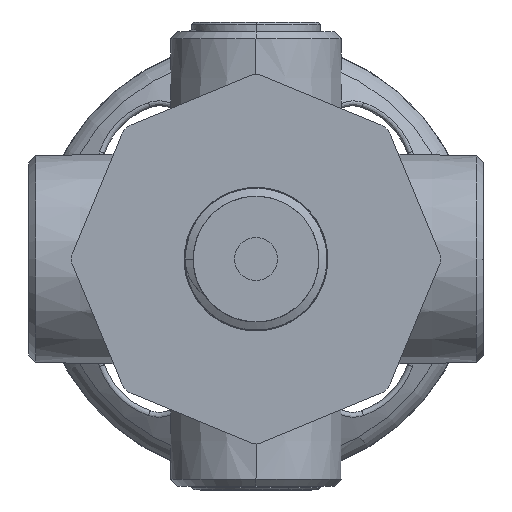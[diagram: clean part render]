
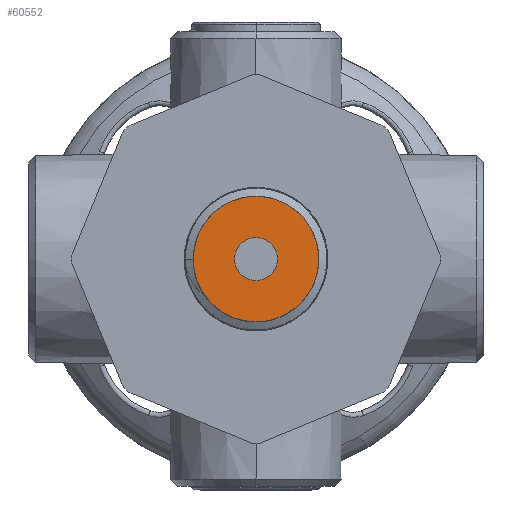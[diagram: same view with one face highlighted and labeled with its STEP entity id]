
A CAD part, left-side view. The second image highlights one B-rep face of the part: STEP entity #60552.
In plain terms, the highlighted planar face has unit normal (-1, 0, 0).
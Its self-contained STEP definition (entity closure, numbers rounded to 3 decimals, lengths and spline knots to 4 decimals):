
#1760 = B_SPLINE_CURVE_WITH_KNOTS ( 'NONE', 3,
 ( #8469, #64927, #41862, #57797, #84077, #65463, #40240, #98347, #74771, #40787, #25399, #98884, #75312, #108206, #49579, #92299, #7922, #23781 ),
 .UNSPECIFIED., .F., .F.,
 ( 4, 2, 2, 2, 2, 2, 2, 2, 4 ),
 ( 0.25, 0.3125, 0.375, 0.4375, 0.5, 0.5625, 0.625, 0.6875, 0.75 ),
 .UNSPECIFIED. ) ;
#6104 = DIRECTION ( 'NONE',  ( 0., 0., 1. ) ) ;
#7223 = CARTESIAN_POINT ( 'NONE',  ( -0.54, 0.1192, 0.4434 ) ) ;
#7311 = VERTEX_POINT ( 'NONE', #20590 ) ;
#7364 = EDGE_CURVE ( 'NONE', #56368, #100643, #25267, .T. ) ;
#7922 = CARTESIAN_POINT ( 'NONE',  ( -0.54, -0.0596, -0.4553 ) ) ;
#8192 = CARTESIAN_POINT ( 'NONE',  ( -0.54, 0., 0. ) ) ;
#8469 = CARTESIAN_POINT ( 'NONE',  ( -0.54, 0., 0.4553 ) ) ;
#14831 = CARTESIAN_POINT ( 'NONE',  ( -0.54, 0., 0. ) ) ;
#16502 = EDGE_CURVE ( 'NONE', #43498, #7311, #37859, .T. ) ;
#18562 = DIRECTION ( 'NONE',  ( -1., 0., 0. ) ) ;
#19936 = ORIENTED_EDGE ( 'NONE', *, *, #23229, .F. ) ;
#20590 = CARTESIAN_POINT ( 'NONE',  ( -0.54, 0., 0.1563 ) ) ;
#23229 = EDGE_CURVE ( 'NONE', #100643, #89665, #38789, .T. ) ;
#23781 = CARTESIAN_POINT ( 'NONE',  ( -0.54, 0., -0.4553 ) ) ;
#23803 = CARTESIAN_POINT ( 'NONE',  ( -0.54, 0., -0.4553 ) ) ;
#25249 = CARTESIAN_POINT ( 'NONE',  ( -0.54, 0.4434, 0.1192 ) ) ;
#25267 = B_SPLINE_CURVE_WITH_KNOTS ( 'NONE', 3,
 ( #23803, #73166, #49053, #39721, #57816, #39185, #56192, #48510, #89098, #38649 ),
 .UNSPECIFIED., .F., .F.,
 ( 4, 2, 2, 2, 4 ),
 ( 0.75, 0.8125, 0.875, 0.9375, 1. ),
 .UNSPECIFIED. ) ;
#25399 = CARTESIAN_POINT ( 'NONE',  ( -0.54, -0.4434, -0.1192 ) ) ;
#31865 = CARTESIAN_POINT ( 'NONE',  ( -0.54, 0.3641, 0.2798 ) ) ;
#33849 = EDGE_CURVE ( 'NONE', #7311, #43498, #102643, .T. ) ;
#34475 = FACE_BOUND ( 'NONE', #98688, .T. ) ;
#36115 = FACE_OUTER_BOUND ( 'NONE', #39341, .T. ) ;
#37859 = CIRCLE ( 'NONE', #97392, 0.1563 ) ;
#38255 = AXIS2_PLACEMENT_3D ( 'NONE', #102979, #18562, #61342 ) ;
#38649 = CARTESIAN_POINT ( 'NONE',  ( -0.54, 0.4553, 0. ) ) ;
#38789 = B_SPLINE_CURVE_WITH_KNOTS ( 'NONE', 3,
 ( #46186, #79603, #25249, #89995, #31865, #67469, #66940, #7223, #100897, #74080 ),
 .UNSPECIFIED., .F., .F.,
 ( 4, 2, 2, 2, 4 ),
 ( 0., 0.0625, 0.125, 0.1875, 0.25 ),
 .UNSPECIFIED. ) ;
#39185 = CARTESIAN_POINT ( 'NONE',  ( -0.54, 0.3641, -0.2798 ) ) ;
#39341 = EDGE_LOOP ( 'NONE', ( #19936, #83524, #81985 ) ) ;
#39721 = CARTESIAN_POINT ( 'NONE',  ( -0.54, 0.2293, -0.3978 ) ) ;
#40240 = CARTESIAN_POINT ( 'NONE',  ( -0.54, -0.3978, 0.2293 ) ) ;
#40787 = CARTESIAN_POINT ( 'NONE',  ( -0.54, -0.4553, -0.0596 ) ) ;
#41862 = CARTESIAN_POINT ( 'NONE',  ( -0.54, -0.1192, 0.4434 ) ) ;
#42174 = EDGE_CURVE ( 'NONE', #89665, #56368, #1760, .T. ) ;
#43498 = VERTEX_POINT ( 'NONE', #81944 ) ;
#44337 = PLANE ( 'NONE',  #38255 ) ;
#44905 = AXIS2_PLACEMENT_3D ( 'NONE', #8192, #91503, #83818 ) ;
#46186 = CARTESIAN_POINT ( 'NONE',  ( -0.54, 0.4553, 0. ) ) ;
#48510 = CARTESIAN_POINT ( 'NONE',  ( -0.54, 0.4434, -0.1192 ) ) ;
#49053 = CARTESIAN_POINT ( 'NONE',  ( -0.54, 0.1192, -0.4434 ) ) ;
#49234 = CARTESIAN_POINT ( 'NONE',  ( -0.54, 0., -0.4553 ) ) ;
#49579 = CARTESIAN_POINT ( 'NONE',  ( -0.54, -0.2293, -0.3978 ) ) ;
#56192 = CARTESIAN_POINT ( 'NONE',  ( -0.54, 0.3978, -0.2293 ) ) ;
#56368 = VERTEX_POINT ( 'NONE', #49234 ) ;
#57797 = CARTESIAN_POINT ( 'NONE',  ( -0.54, -0.2293, 0.3978 ) ) ;
#57816 = CARTESIAN_POINT ( 'NONE',  ( -0.54, 0.2798, -0.3641 ) ) ;
#59152 = ORIENTED_EDGE ( 'NONE', *, *, #16502, .T. ) ;
#60552 = ADVANCED_FACE ( 'NONE', ( #34475, #36115 ), #44337, .T. ) ;
#61342 = DIRECTION ( 'NONE',  ( 0., 0., 1. ) ) ;
#64927 = CARTESIAN_POINT ( 'NONE',  ( -0.54, -0.0596, 0.4553 ) ) ;
#65463 = CARTESIAN_POINT ( 'NONE',  ( -0.54, -0.3641, 0.2798 ) ) ;
#66940 = CARTESIAN_POINT ( 'NONE',  ( -0.54, 0.2293, 0.3978 ) ) ;
#67469 = CARTESIAN_POINT ( 'NONE',  ( -0.54, 0.2798, 0.3641 ) ) ;
#71365 = ORIENTED_EDGE ( 'NONE', *, *, #33849, .T. ) ;
#73166 = CARTESIAN_POINT ( 'NONE',  ( -0.54, 0.0596, -0.4553 ) ) ;
#74080 = CARTESIAN_POINT ( 'NONE',  ( -0.54, 0., 0.4553 ) ) ;
#74771 = CARTESIAN_POINT ( 'NONE',  ( -0.54, -0.4553, 0.0596 ) ) ;
#75312 = CARTESIAN_POINT ( 'NONE',  ( -0.54, -0.3641, -0.2798 ) ) ;
#79603 = CARTESIAN_POINT ( 'NONE',  ( -0.54, 0.4553, 0.0596 ) ) ;
#80953 = CARTESIAN_POINT ( 'NONE',  ( -0.54, 0.4553, 0. ) ) ;
#81944 = CARTESIAN_POINT ( 'NONE',  ( -0.54, 0., -0.1563 ) ) ;
#81985 = ORIENTED_EDGE ( 'NONE', *, *, #42174, .F. ) ;
#83524 = ORIENTED_EDGE ( 'NONE', *, *, #7364, .F. ) ;
#83818 = DIRECTION ( 'NONE',  ( 0., 0., 1. ) ) ;
#84077 = CARTESIAN_POINT ( 'NONE',  ( -0.54, -0.2798, 0.3641 ) ) ;
#89098 = CARTESIAN_POINT ( 'NONE',  ( -0.54, 0.4553, -0.0596 ) ) ;
#89665 = VERTEX_POINT ( 'NONE', #92097 ) ;
#89995 = CARTESIAN_POINT ( 'NONE',  ( -0.54, 0.3978, 0.2293 ) ) ;
#91503 = DIRECTION ( 'NONE',  ( 1., 0., 0. ) ) ;
#92097 = CARTESIAN_POINT ( 'NONE',  ( -0.54, 0., 0.4553 ) ) ;
#92299 = CARTESIAN_POINT ( 'NONE',  ( -0.54, -0.1192, -0.4434 ) ) ;
#97392 = AXIS2_PLACEMENT_3D ( 'NONE', #14831, #97624, #6104 ) ;
#97624 = DIRECTION ( 'NONE',  ( 1., 0., 0. ) ) ;
#98347 = CARTESIAN_POINT ( 'NONE',  ( -0.54, -0.4434, 0.1192 ) ) ;
#98688 = EDGE_LOOP ( 'NONE', ( #71365, #59152 ) ) ;
#98884 = CARTESIAN_POINT ( 'NONE',  ( -0.54, -0.3978, -0.2293 ) ) ;
#100643 = VERTEX_POINT ( 'NONE', #80953 ) ;
#100897 = CARTESIAN_POINT ( 'NONE',  ( -0.54, 0.0596, 0.4553 ) ) ;
#102643 = CIRCLE ( 'NONE', #44905, 0.1563 ) ;
#102979 = CARTESIAN_POINT ( 'NONE',  ( -0.54, 0.1406, 0. ) ) ;
#108206 = CARTESIAN_POINT ( 'NONE',  ( -0.54, -0.2798, -0.3641 ) ) ;
